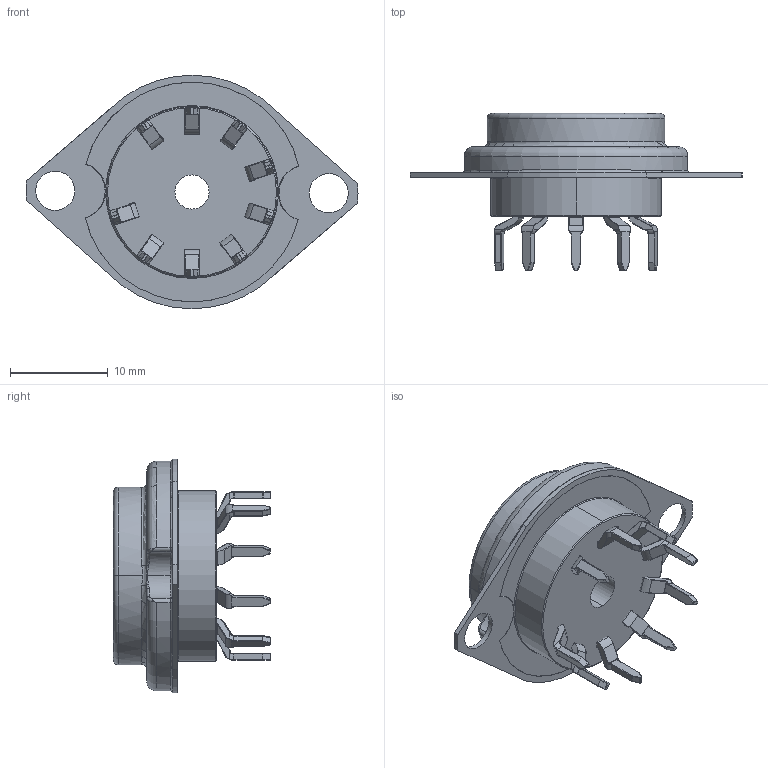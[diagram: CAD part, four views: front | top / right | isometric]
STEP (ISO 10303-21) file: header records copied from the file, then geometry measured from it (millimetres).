
FILE_DESCRIPTION (( 'STEP AP214' ), '1' );
FILE_NAME ('ECC83 Socket 9 pin.STEP', '2023-07-24T10:59:27', ( '' ), ( '' ), 'SwSTEP 2.0', 'SolidWorks 2021', '' );
FILE_SCHEMA (( 'AUTOMOTIVE_DESIGN' ));
Length unit declared in the file: millimetre
Products named in the file (6): parte do terminal_superior_Valor predeterminado; terminais_socket_9_pin_Valor predeterminado; pino montado do secket_Valor predeterminado; suporte_socket_9_pin_Valor predeterminado; ECC83 Socket 9 pin; socket_base_Valor predeterminado
Assembly tree (13 placements, depth 3):
  ECC83 Socket 9 pin
    socket_base_Valor predeterminado
    pino montado do secket_Valor predeterminado  x9
      parte do terminal_superior_Valor predeterminado
      terminais_socket_9_pin_Valor predeterminado
    suporte_socket_9_pin_Valor predeterminado
Bounding box: 34 x 16.09 x 23.92 mm (x, y, z)
Volume: 2838.8 mm3; surface area: 4013.8 mm2
Topology: 20 solids, 20 shells, 1045 faces, 2528 edges, 1454 vertices
Faces by surface type: cylinder 500, plane 253, torus 110, sphere 90, bspline 72, cone 20
Entity records: 10514 total; most frequent: CARTESIAN_POINT 2796, DIRECTION 1622, ORIENTED_EDGE 1564, EDGE_CURVE 782, AXIS2_PLACEMENT_3D 648, VERTEX_POINT 478, EDGE_LOOP 348, CIRCLE 338
